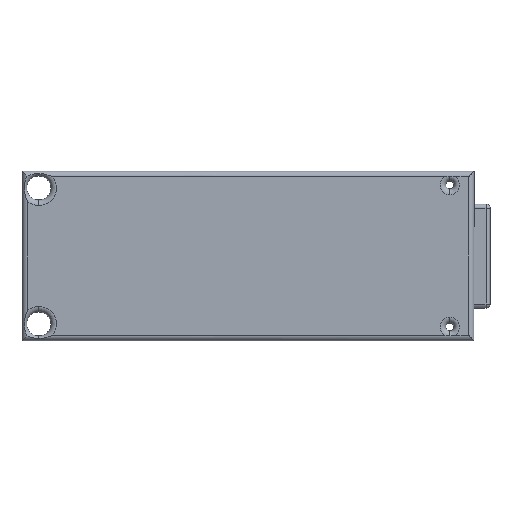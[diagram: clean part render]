
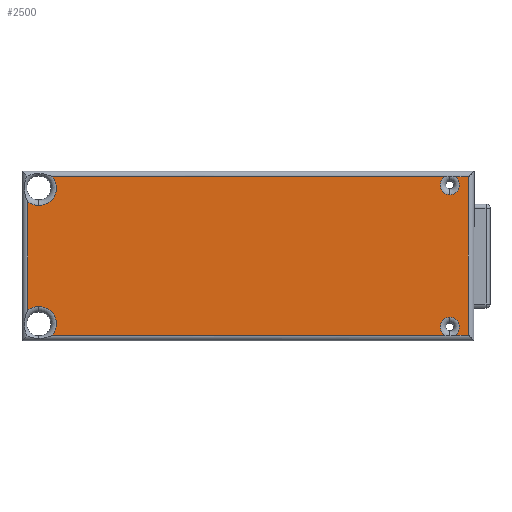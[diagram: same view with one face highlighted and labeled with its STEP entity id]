
A CAD part, front view. The second image highlights one B-rep face of the part: STEP entity #2500.
In plain terms, the highlighted planar face has unit normal (0, -1, 0).
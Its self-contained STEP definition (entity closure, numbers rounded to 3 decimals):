
#398 = AXIS2_PLACEMENT_3D ( 'NONE', #6060, #9425, #1907 ) ;
#529 = LINE ( 'NONE', #4481, #4995 ) ;
#560 = EDGE_CURVE ( 'NONE', #7045, #5587, #1393, .T. ) ;
#677 = ORIENTED_EDGE ( 'NONE', *, *, #2260, .T. ) ;
#819 = CARTESIAN_POINT ( 'NONE',  ( -24.453, 0., -9.9 ) ) ;
#961 = CARTESIAN_POINT ( 'NONE',  ( 25.218, 0., -8.873 ) ) ;
#1005 = DIRECTION ( 'NONE',  ( 1., 0., 0. ) ) ;
#1053 = ORIENTED_EDGE ( 'NONE', *, *, #9843, .T. ) ;
#1066 = CARTESIAN_POINT ( 'NONE',  ( 25.218, 0., -8.873 ) ) ;
#1126 = CARTESIAN_POINT ( 'NONE',  ( 25.838, 0., -9.9 ) ) ;
#1143 = LINE ( 'NONE', #10456, #8231 ) ;
#1204 = CIRCLE ( 'NONE', #6626, 2.2 ) ;
#1221 = CIRCLE ( 'NONE', #8068, 1.2 ) ;
#1393 = CIRCLE ( 'NONE', #2779, 2.2 ) ;
#1511 = EDGE_CURVE ( 'NONE', #3217, #4999, #3588, .T. ) ;
#1523 = CARTESIAN_POINT ( 'NONE',  ( -27.55, 0., -6.803 ) ) ;
#1659 = CARTESIAN_POINT ( 'NONE',  ( -27.55, 0., 6.803 ) ) ;
#1679 = CARTESIAN_POINT ( 'NONE',  ( -24.453, 0., 9.9 ) ) ;
#1902 = FACE_OUTER_BOUND ( 'NONE', #10166, .T. ) ;
#1907 = DIRECTION ( 'NONE',  ( 0., 0., -1. ) ) ;
#2260 = EDGE_CURVE ( 'NONE', #3343, #4352, #8254, .T. ) ;
#2401 = AXIS2_PLACEMENT_3D ( 'NONE', #1066, #3407, #9235 ) ;
#2467 = LINE ( 'NONE', #5644, #6101 ) ;
#2500 = ADVANCED_FACE ( 'NONE', ( #1902 ), #4439, .T. ) ;
#2656 = DIRECTION ( 'NONE',  ( 0., 0., -1. ) ) ;
#2692 = AXIS2_PLACEMENT_3D ( 'NONE', #10730, #4815, #3946 ) ;
#2779 = AXIS2_PLACEMENT_3D ( 'NONE', #4036, #9874, #7293 ) ;
#3002 = EDGE_CURVE ( 'NONE', #4999, #7074, #3007, .T. ) ;
#3007 = CIRCLE ( 'NONE', #398, 2.2 ) ;
#3035 = DIRECTION ( 'NONE',  ( 0., 1., 0. ) ) ;
#3065 = CARTESIAN_POINT ( 'NONE',  ( 27.55, 0., -9.9 ) ) ;
#3100 = VERTEX_POINT ( 'NONE', #3806 ) ;
#3106 = ORIENTED_EDGE ( 'NONE', *, *, #8173, .T. ) ;
#3217 = VERTEX_POINT ( 'NONE', #1523 ) ;
#3281 = EDGE_CURVE ( 'NONE', #3542, #3217, #5780, .T. ) ;
#3343 = VERTEX_POINT ( 'NONE', #1126 ) ;
#3388 = VERTEX_POINT ( 'NONE', #5878 ) ;
#3407 = DIRECTION ( 'NONE',  ( 0., 1., 0. ) ) ;
#3542 = VERTEX_POINT ( 'NONE', #1659 ) ;
#3581 = EDGE_CURVE ( 'NONE', #9717, #3343, #3606, .T. ) ;
#3588 = CIRCLE ( 'NONE', #9049, 2.2 ) ;
#3606 = CIRCLE ( 'NONE', #2401, 1.2 ) ;
#3633 = CIRCLE ( 'NONE', #5013, 1.2 ) ;
#3681 = DIRECTION ( 'NONE',  ( 0., 1., 0. ) ) ;
#3806 = CARTESIAN_POINT ( 'NONE',  ( 27.55, 0., 9.9 ) ) ;
#3833 = CARTESIAN_POINT ( 'NONE',  ( -28.25, 0., 9.9 ) ) ;
#3843 = CARTESIAN_POINT ( 'NONE',  ( 24.598, 0., 9.9 ) ) ;
#3946 = DIRECTION ( 'NONE',  ( 0., 0., -1. ) ) ;
#4036 = CARTESIAN_POINT ( 'NONE',  ( -26.15, 0., 8.5 ) ) ;
#4111 = CARTESIAN_POINT ( 'NONE',  ( -26.15, 0., -6.3 ) ) ;
#4276 = CARTESIAN_POINT ( 'NONE',  ( 24.598, 0., -9.9 ) ) ;
#4282 = DIRECTION ( 'NONE',  ( 0., -1., 0. ) ) ;
#4352 = VERTEX_POINT ( 'NONE', #3065 ) ;
#4416 = DIRECTION ( 'NONE',  ( 0., 0., -1. ) ) ;
#4428 = ORIENTED_EDGE ( 'NONE', *, *, #6931, .T. ) ;
#4439 = PLANE ( 'NONE',  #6156 ) ;
#4442 = ORIENTED_EDGE ( 'NONE', *, *, #560, .T. ) ;
#4481 = CARTESIAN_POINT ( 'NONE',  ( 28.25, 0., -9.9 ) ) ;
#4547 = CARTESIAN_POINT ( 'NONE',  ( -26.15, 0., 8.5 ) ) ;
#4677 = DIRECTION ( 'NONE',  ( 0., 0., -1. ) ) ;
#4815 = DIRECTION ( 'NONE',  ( 0., 1., 0. ) ) ;
#4995 = VECTOR ( 'NONE', #7087, 1000. ) ;
#4999 = VERTEX_POINT ( 'NONE', #4111 ) ;
#5013 = AXIS2_PLACEMENT_3D ( 'NONE', #961, #3681, #4416 ) ;
#5348 = VERTEX_POINT ( 'NONE', #4276 ) ;
#5375 = CARTESIAN_POINT ( 'NONE',  ( 25.838, 0., 9.9 ) ) ;
#5562 = DIRECTION ( 'NONE',  ( 0., 1., 0. ) ) ;
#5587 = VERTEX_POINT ( 'NONE', #8154 ) ;
#5644 = CARTESIAN_POINT ( 'NONE',  ( -28.25, 0., 9.9 ) ) ;
#5780 = LINE ( 'NONE', #10855, #7840 ) ;
#5808 = DIRECTION ( 'NONE',  ( -1., 0., 0. ) ) ;
#5878 = CARTESIAN_POINT ( 'NONE',  ( 25.218, 0., 7.673 ) ) ;
#5957 = ORIENTED_EDGE ( 'NONE', *, *, #3002, .T. ) ;
#6060 = CARTESIAN_POINT ( 'NONE',  ( -26.15, 0., -8.5 ) ) ;
#6101 = VECTOR ( 'NONE', #5808, 1000. ) ;
#6156 = AXIS2_PLACEMENT_3D ( 'NONE', #9260, #4282, #7773 ) ;
#6195 = ORIENTED_EDGE ( 'NONE', *, *, #3281, .T. ) ;
#6323 = ORIENTED_EDGE ( 'NONE', *, *, #8616, .T. ) ;
#6360 = ORIENTED_EDGE ( 'NONE', *, *, #7545, .T. ) ;
#6626 = AXIS2_PLACEMENT_3D ( 'NONE', #4547, #3035, #7933 ) ;
#6931 = EDGE_CURVE ( 'NONE', #3388, #9691, #1221, .T. ) ;
#7045 = VERTEX_POINT ( 'NONE', #1679 ) ;
#7074 = VERTEX_POINT ( 'NONE', #819 ) ;
#7087 = DIRECTION ( 'NONE',  ( 1., 0., 0. ) ) ;
#7163 = CARTESIAN_POINT ( 'NONE',  ( 25.218, 0., 8.873 ) ) ;
#7263 = VERTEX_POINT ( 'NONE', #5375 ) ;
#7283 = EDGE_CURVE ( 'NONE', #5587, #3542, #1204, .T. ) ;
#7293 = DIRECTION ( 'NONE',  ( 0., 0., -1. ) ) ;
#7545 = EDGE_CURVE ( 'NONE', #3100, #7263, #10487, .T. ) ;
#7630 = EDGE_CURVE ( 'NONE', #9691, #7045, #2467, .T. ) ;
#7691 = VECTOR ( 'NONE', #8904, 1000. ) ;
#7705 = VECTOR ( 'NONE', #1005, 1000. ) ;
#7773 = DIRECTION ( 'NONE',  ( 0., 0., -1. ) ) ;
#7840 = VECTOR ( 'NONE', #8375, 1000. ) ;
#7933 = DIRECTION ( 'NONE',  ( 0., 0., -1. ) ) ;
#7970 = CIRCLE ( 'NONE', #2692, 1.2 ) ;
#8068 = AXIS2_PLACEMENT_3D ( 'NONE', #7163, #5562, #4677 ) ;
#8154 = CARTESIAN_POINT ( 'NONE',  ( -26.15, 0., 6.3 ) ) ;
#8173 = EDGE_CURVE ( 'NONE', #5348, #9717, #3633, .T. ) ;
#8231 = VECTOR ( 'NONE', #9534, 1000. ) ;
#8254 = LINE ( 'NONE', #10776, #7705 ) ;
#8375 = DIRECTION ( 'NONE',  ( 0., 0., -1. ) ) ;
#8593 = DIRECTION ( 'NONE',  ( 0., 1., 0. ) ) ;
#8616 = EDGE_CURVE ( 'NONE', #4352, #3100, #1143, .T. ) ;
#8805 = CARTESIAN_POINT ( 'NONE',  ( 25.218, 0., -7.673 ) ) ;
#8904 = DIRECTION ( 'NONE',  ( -1., 0., 0. ) ) ;
#9049 = AXIS2_PLACEMENT_3D ( 'NONE', #9462, #8593, #2656 ) ;
#9235 = DIRECTION ( 'NONE',  ( 0., 0., -1. ) ) ;
#9260 = CARTESIAN_POINT ( 'NONE',  ( 0., 0., 0. ) ) ;
#9425 = DIRECTION ( 'NONE',  ( 0., 1., 0. ) ) ;
#9462 = CARTESIAN_POINT ( 'NONE',  ( -26.15, 0., -8.5 ) ) ;
#9534 = DIRECTION ( 'NONE',  ( 0., 0., 1. ) ) ;
#9645 = ORIENTED_EDGE ( 'NONE', *, *, #7283, .T. ) ;
#9665 = EDGE_CURVE ( 'NONE', #7074, #5348, #529, .T. ) ;
#9691 = VERTEX_POINT ( 'NONE', #3843 ) ;
#9717 = VERTEX_POINT ( 'NONE', #8805 ) ;
#9843 = EDGE_CURVE ( 'NONE', #7263, #3388, #7970, .T. ) ;
#9874 = DIRECTION ( 'NONE',  ( 0., 1., 0. ) ) ;
#10166 = EDGE_LOOP ( 'NONE', ( #1053, #4428, #10357, #4442, #9645, #6195, #10407, #5957, #10214, #3106, #10243, #677, #6323, #6360 ) ) ;
#10214 = ORIENTED_EDGE ( 'NONE', *, *, #9665, .T. ) ;
#10243 = ORIENTED_EDGE ( 'NONE', *, *, #3581, .T. ) ;
#10357 = ORIENTED_EDGE ( 'NONE', *, *, #7630, .T. ) ;
#10407 = ORIENTED_EDGE ( 'NONE', *, *, #1511, .T. ) ;
#10456 = CARTESIAN_POINT ( 'NONE',  ( 27.55, 0., 10.6 ) ) ;
#10487 = LINE ( 'NONE', #3833, #7691 ) ;
#10730 = CARTESIAN_POINT ( 'NONE',  ( 25.218, 0., 8.873 ) ) ;
#10776 = CARTESIAN_POINT ( 'NONE',  ( 28.25, 0., -9.9 ) ) ;
#10855 = CARTESIAN_POINT ( 'NONE',  ( -27.55, 0., -10.6 ) ) ;
